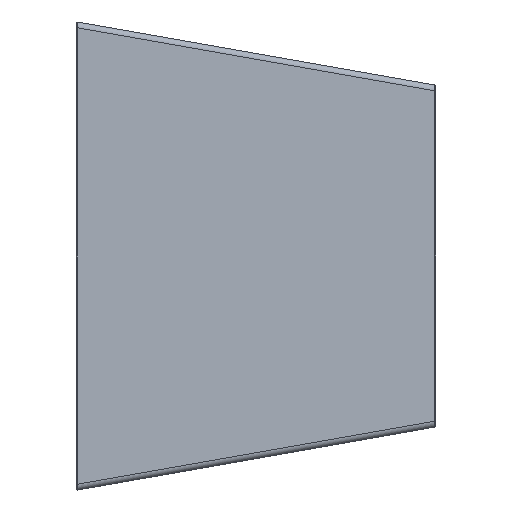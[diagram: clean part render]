
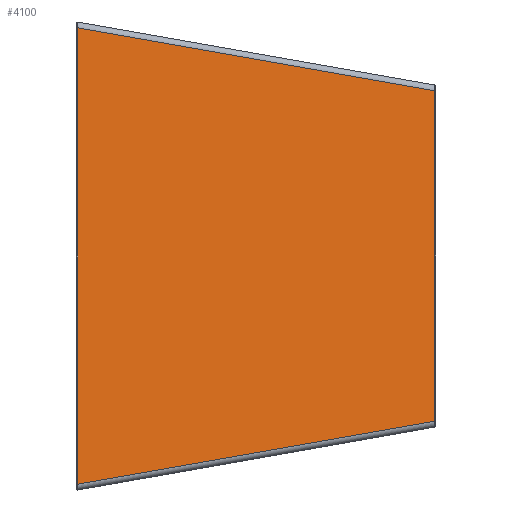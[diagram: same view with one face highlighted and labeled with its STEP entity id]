
A CAD part, left-side view. The second image highlights one B-rep face of the part: STEP entity #4100.
In plain terms, the highlighted planar face has unit normal (-0.985, -0.174, 0).
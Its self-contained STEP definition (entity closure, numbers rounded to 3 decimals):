
#553 = DIRECTION ( 'NONE',  ( 0.171, -0.97, 0.171 ) ) ;
#623 = VERTEX_POINT ( 'NONE', #4217 ) ;
#810 = LINE ( 'NONE', #13842, #7286 ) ;
#839 = FACE_OUTER_BOUND ( 'NONE', #12691, .T. ) ;
#882 = DIRECTION ( 'NONE',  ( 0., 0., 1. ) ) ;
#1057 = DIRECTION ( 'NONE',  ( -0.985, -0.174, 0. ) ) ;
#1911 = VECTOR ( 'NONE', #10738, 1000. ) ;
#2518 = CARTESIAN_POINT ( 'NONE',  ( -877.788, 1.635, -387.94 ) ) ;
#2600 = VECTOR ( 'NONE', #553, 1000. ) ;
#2727 = LINE ( 'NONE', #2518, #2600 ) ;
#3253 = CARTESIAN_POINT ( 'NONE',  ( -877.086, -2.347, -397.5 ) ) ;
#4100 = ADVANCED_FACE ( 'NONE', ( #839 ), #10423, .T. ) ;
#4217 = CARTESIAN_POINT ( 'NONE',  ( -770.232, -608.347, -280.384 ) ) ;
#4471 = CARTESIAN_POINT ( 'NONE',  ( -770.232, -608.347, 280.384 ) ) ;
#4576 = VECTOR ( 'NONE', #10395, 1000. ) ;
#5155 = LINE ( 'NONE', #11741, #4576 ) ;
#5745 = ORIENTED_EDGE ( 'NONE', *, *, #10992, .T. ) ;
#6212 = CARTESIAN_POINT ( 'NONE',  ( -877.086, -2.347, 387.238 ) ) ;
#6414 = LINE ( 'NONE', #3253, #1911 ) ;
#6789 = EDGE_CURVE ( 'NONE', #10157, #13757, #5155, .T. ) ;
#7286 = VECTOR ( 'NONE', #882, 1000. ) ;
#8981 = ORIENTED_EDGE ( 'NONE', *, *, #6789, .T. ) ;
#9966 = ORIENTED_EDGE ( 'NONE', *, *, #13752, .T. ) ;
#10157 = VERTEX_POINT ( 'NONE', #4471 ) ;
#10372 = EDGE_CURVE ( 'NONE', #13453, #623, #2727, .T. ) ;
#10395 = DIRECTION ( 'NONE',  ( -0.171, 0.97, 0.171 ) ) ;
#10423 = PLANE ( 'NONE',  #11272 ) ;
#10738 = DIRECTION ( 'NONE',  ( 0., 0., -1. ) ) ;
#10992 = EDGE_CURVE ( 'NONE', #13757, #13453, #6414, .T. ) ;
#11272 = AXIS2_PLACEMENT_3D ( 'NONE', #13721, #1057, #11550 ) ;
#11550 = DIRECTION ( 'NONE',  ( 0.174, -0.985, 0. ) ) ;
#11741 = CARTESIAN_POINT ( 'NONE',  ( -854.518, -130.339, 364.67 ) ) ;
#12162 = CARTESIAN_POINT ( 'NONE',  ( -877.086, -2.347, -387.238 ) ) ;
#12691 = EDGE_LOOP ( 'NONE', ( #8981, #5745, #12772, #9966 ) ) ;
#12772 = ORIENTED_EDGE ( 'NONE', *, *, #10372, .T. ) ;
#13453 = VERTEX_POINT ( 'NONE', #12162 ) ;
#13721 = CARTESIAN_POINT ( 'NONE',  ( -877.5, 0., -397.5 ) ) ;
#13752 = EDGE_CURVE ( 'NONE', #623, #10157, #810, .T. ) ;
#13757 = VERTEX_POINT ( 'NONE', #6212 ) ;
#13842 = CARTESIAN_POINT ( 'NONE',  ( -770.232, -608.347, 280.092 ) ) ;
